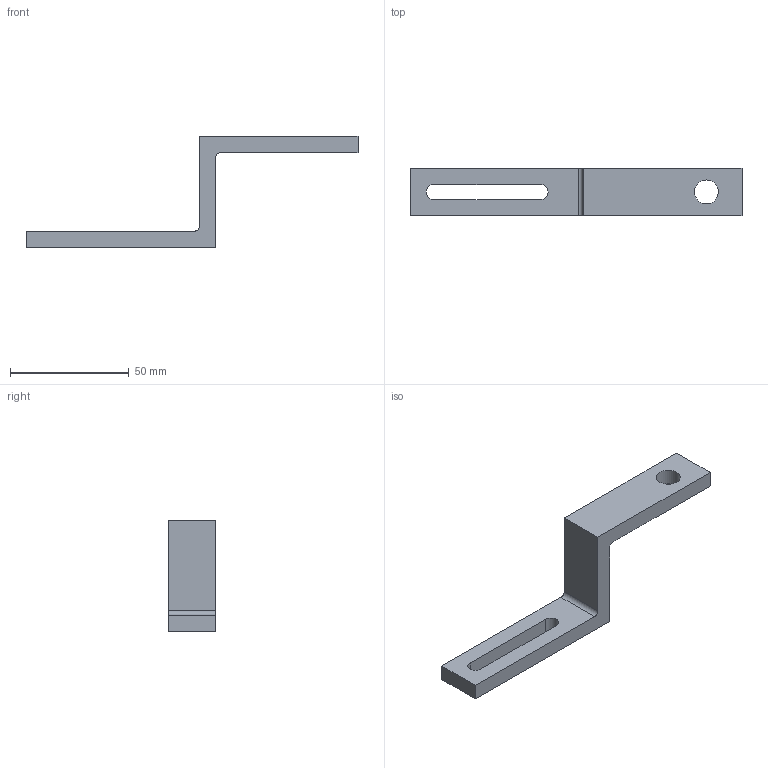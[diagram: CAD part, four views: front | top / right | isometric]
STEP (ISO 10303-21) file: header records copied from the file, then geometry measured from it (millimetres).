
FILE_DESCRIPTION(/* description */ (''),/* implementation_level */ '2;1');
FILE_NAME(/* name */ 'GSE-1201-022-001-A (Support capteur M6).stp',/* time_stamp */ '2019-10-24T11:47:14+02:00',/* author */ ('louis.petitjean'),/* organization */ (''),/* preprocessor_version */ 'ST-DEVELOPER v18',/* originating_system */ 'Autodesk Inventor 2020',/* authorisation */ '');
FILE_SCHEMA (('AUTOMOTIVE_DESIGN { 1 0 10303 214 3 1 1 }'));
Length unit declared in the file: millimetre
Products named in the file (1): GSE-1201-022-001-A
Bounding box: 140 x 20 x 47 mm (x, y, z)
Volume: 22431.7 mm3; surface area: 10161.3 mm2
Topology: 1 solids, 1 shells, 17 faces, 46 edges, 31 vertices
Faces by surface type: plane 12, cylinder 5
Full cylindrical faces by diameter (mm): 10.106 x1
Entity records: 588 total; most frequent: CARTESIAN_POINT 95, DIRECTION 93, ORIENTED_EDGE 92, EDGE_CURVE 46, LINE 35, VECTOR 35, VERTEX_POINT 31, AXIS2_PLACEMENT_3D 29
